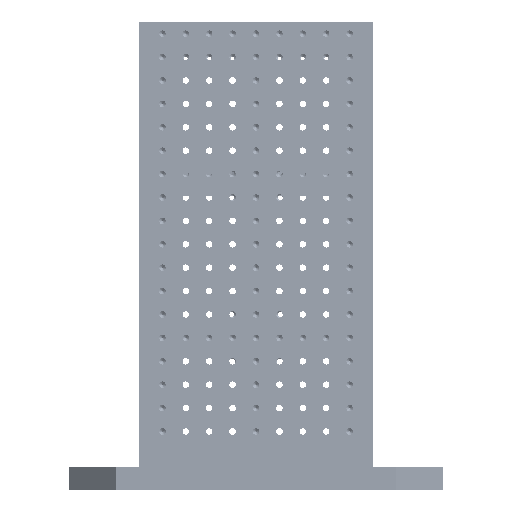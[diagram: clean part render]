
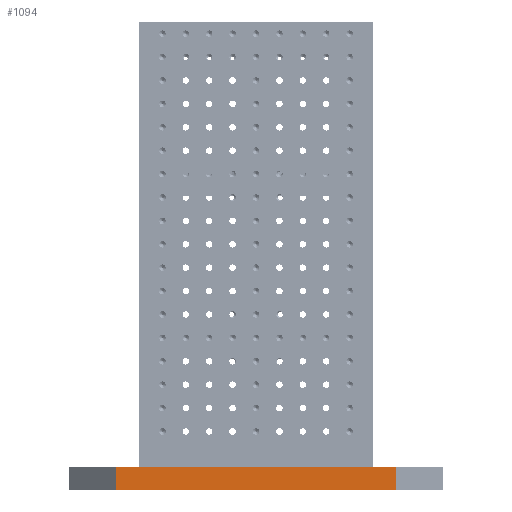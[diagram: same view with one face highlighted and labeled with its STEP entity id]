
A CAD part, left-side view. The second image highlights one B-rep face of the part: STEP entity #1094.
In plain terms, the highlighted planar face has unit normal (-1, 0, 0).
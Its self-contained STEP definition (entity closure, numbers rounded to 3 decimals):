
#1094 = ADVANCED_FACE( '', ( #4942 ), #4943, .F. );
#4942 = FACE_OUTER_BOUND( '', #9875, .T. );
#4943 = PLANE( '', #9876 );
#9875 = EDGE_LOOP( '', ( #17642, #17643, #17644, #17645 ) );
#9876 = AXIS2_PLACEMENT_3D( '', #17646, #17647, #17648 );
#17642 = ORIENTED_EDGE( '', *, *, #23248, .F. );
#17643 = ORIENTED_EDGE( '', *, *, #23256, .T. );
#17644 = ORIENTED_EDGE( '', *, *, #23257, .T. );
#17645 = ORIENTED_EDGE( '', *, *, #21048, .T. );
#17646 = CARTESIAN_POINT( '', ( -400., 400., 50. ) );
#17647 = DIRECTION( '', ( 1., 0., 0. ) );
#17648 = DIRECTION( '', ( 0., 1., 0. ) );
#21048 = EDGE_CURVE( '', #23863, #23860, #23864, .T. );
#23248 = EDGE_CURVE( '', #27585, #23860, #27587, .T. );
#23256 = EDGE_CURVE( '', #27585, #27600, #27601, .T. );
#23257 = EDGE_CURVE( '', #27600, #23863, #27602, .T. );
#23860 = VERTEX_POINT( '', #28567 );
#23863 = VERTEX_POINT( '', #28571 );
#23864 = LINE( '', #28572, #28573 );
#27585 = VERTEX_POINT( '', #37932 );
#27587 = LINE( '', #37935, #37936 );
#27600 = VERTEX_POINT( '', #37956 );
#27601 = LINE( '', #37957, #37958 );
#27602 = LINE( '', #37959, #37960 );
#28567 = CARTESIAN_POINT( '', ( -400., -300., 50. ) );
#28571 = CARTESIAN_POINT( '', ( -400., -300., 0. ) );
#28572 = CARTESIAN_POINT( '', ( -400., -300., 50. ) );
#28573 = VECTOR( '', #41312, 1000. );
#37932 = CARTESIAN_POINT( '', ( -400., 300., 50. ) );
#37935 = CARTESIAN_POINT( '', ( -400., 400., 50. ) );
#37936 = VECTOR( '', #46131, 1000. );
#37956 = CARTESIAN_POINT( '', ( -400., 300., 0. ) );
#37957 = CARTESIAN_POINT( '', ( -400., 300., 50. ) );
#37958 = VECTOR( '', #46139, 1000. );
#37959 = CARTESIAN_POINT( '', ( -400., 400., 0. ) );
#37960 = VECTOR( '', #46140, 1000. );
#41312 = DIRECTION( '', ( 0., 0., 1. ) );
#46131 = DIRECTION( '', ( 0., -1., 0. ) );
#46139 = DIRECTION( '', ( 0., 0., -1. ) );
#46140 = DIRECTION( '', ( 0., -1., 0. ) );
